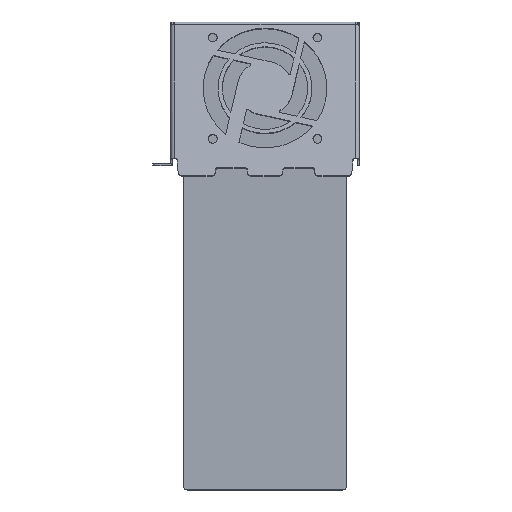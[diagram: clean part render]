
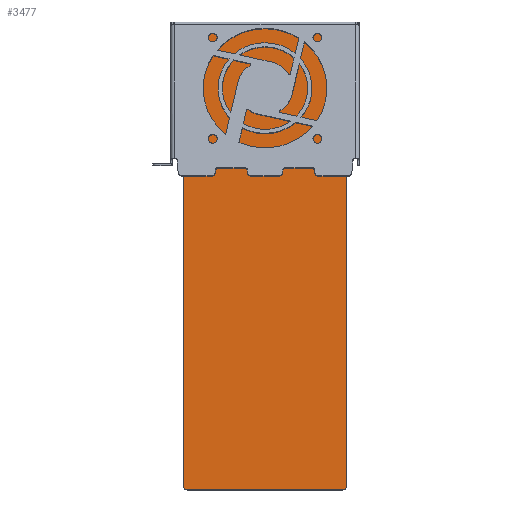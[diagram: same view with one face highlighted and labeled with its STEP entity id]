
A CAD part, top view. The second image highlights one B-rep face of the part: STEP entity #3477.
In plain terms, the highlighted planar face has unit normal (0, 0, 1).
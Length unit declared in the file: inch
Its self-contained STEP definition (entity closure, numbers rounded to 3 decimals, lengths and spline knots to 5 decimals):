
#85 = CARTESIAN_POINT ( 'NONE',  ( 1.45669, -4.46912, 0. ) ) ;
#95 = ORIENTED_EDGE ( 'NONE', *, *, #851, .F. ) ;
#129 = VECTOR ( 'NONE', #750, 39.37008 ) ;
#131 = CARTESIAN_POINT ( 'NONE',  ( -1.45669, -4.46912, 0. ) ) ;
#132 = VECTOR ( 'NONE', #2566, 39.37008 ) ;
#224 = VERTEX_POINT ( 'NONE', #85 ) ;
#332 = AXIS2_PLACEMENT_3D ( 'NONE', #4749, #2476, #2152 ) ;
#350 = EDGE_CURVE ( 'NONE', #2713, #787, #3194, .T. ) ;
#461 = CARTESIAN_POINT ( 'NONE',  ( -1.73228, 2.18442, 0. ) ) ;
#487 = EDGE_CURVE ( 'NONE', #1474, #3469, #3473, .T. ) ;
#539 = DIRECTION ( 'NONE',  ( -1., 0., 0. ) ) ;
#572 = VERTEX_POINT ( 'NONE', #4827 ) ;
#709 = CARTESIAN_POINT ( 'NONE',  ( -1.77165, -4.46912, 0. ) ) ;
#719 = EDGE_CURVE ( 'NONE', #1330, #2986, #4716, .T. ) ;
#720 = EDGE_CURVE ( 'NONE', #2986, #1474, #2575, .T. ) ;
#750 = DIRECTION ( 'NONE',  ( -1., 0., 0. ) ) ;
#787 = VERTEX_POINT ( 'NONE', #2794 ) ;
#851 = EDGE_CURVE ( 'NONE', #2117, #572, #1628, .T. ) ;
#880 = AXIS2_PLACEMENT_3D ( 'NONE', #2268, #2254, #4903 ) ;
#901 = CARTESIAN_POINT ( 'NONE',  ( -1.77165, 4.2356, 0. ) ) ;
#1148 = ORIENTED_EDGE ( 'NONE', *, *, #4405, .F. ) ;
#1160 = DIRECTION ( 'NONE',  ( 0., 0., -1. ) ) ;
#1250 = CARTESIAN_POINT ( 'NONE',  ( 1.77165, 2.18442, 0. ) ) ;
#1329 = LINE ( 'NONE', #4069, #132 ) ;
#1330 = VERTEX_POINT ( 'NONE', #131 ) ;
#1378 = CARTESIAN_POINT ( 'NONE',  ( -1.73228, 2.22379, 0. ) ) ;
#1379 = CARTESIAN_POINT ( 'NONE',  ( 1.53543, -4.39038, 0. ) ) ;
#1419 = EDGE_CURVE ( 'NONE', #787, #2645, #1329, .T. ) ;
#1426 = CIRCLE ( 'NONE', #2169, 0.03937 ) ;
#1458 = ORIENTED_EDGE ( 'NONE', *, *, #3311, .F. ) ;
#1474 = VERTEX_POINT ( 'NONE', #3814 ) ;
#1604 = CARTESIAN_POINT ( 'NONE',  ( 0., -0.09707, 0. ) ) ;
#1628 = LINE ( 'NONE', #2909, #2884 ) ;
#1880 = EDGE_CURVE ( 'NONE', #2117, #3584, #3467, .T. ) ;
#1961 = PLANE ( 'NONE',  #2480 ) ;
#2109 = CIRCLE ( 'NONE', #332, 0.07874 ) ;
#2117 = VERTEX_POINT ( 'NONE', #4647 ) ;
#2152 = DIRECTION ( 'NONE',  ( 0., -1., 0. ) ) ;
#2169 = AXIS2_PLACEMENT_3D ( 'NONE', #1378, #2912, #4384 ) ;
#2254 = DIRECTION ( 'NONE',  ( 0., 0., -1. ) ) ;
#2268 = CARTESIAN_POINT ( 'NONE',  ( -1.45669, -4.39038, 0. ) ) ;
#2320 = ORIENTED_EDGE ( 'NONE', *, *, #719, .F. ) ;
#2460 = ORIENTED_EDGE ( 'NONE', *, *, #350, .F. ) ;
#2476 = DIRECTION ( 'NONE',  ( 0., 0., -1. ) ) ;
#2480 = AXIS2_PLACEMENT_3D ( 'NONE', #1604, #4640, #4610 ) ;
#2566 = DIRECTION ( 'NONE',  ( 0., -1., 0. ) ) ;
#2575 = LINE ( 'NONE', #2629, #4232 ) ;
#2629 = CARTESIAN_POINT ( 'NONE',  ( -1.53543, -4.46912, 0. ) ) ;
#2645 = VERTEX_POINT ( 'NONE', #1379 ) ;
#2654 = ORIENTED_EDGE ( 'NONE', *, *, #1419, .F. ) ;
#2668 = ORIENTED_EDGE ( 'NONE', *, *, #2890, .F. ) ;
#2670 = AXIS2_PLACEMENT_3D ( 'NONE', #4899, #1160, #3758 ) ;
#2713 = VERTEX_POINT ( 'NONE', #3725 ) ;
#2794 = CARTESIAN_POINT ( 'NONE',  ( 1.53543, 2.18442, 0. ) ) ;
#2884 = VECTOR ( 'NONE', #4821, 39.37008 ) ;
#2890 = EDGE_CURVE ( 'NONE', #572, #2713, #4214, .T. ) ;
#2909 = CARTESIAN_POINT ( 'NONE',  ( 1.77165, 4.27497, 0. ) ) ;
#2912 = DIRECTION ( 'NONE',  ( 0., 0., -1. ) ) ;
#2918 = CARTESIAN_POINT ( 'NONE',  ( -1.77165, 2.22379, 0. ) ) ;
#2924 = LINE ( 'NONE', #709, #4086 ) ;
#2961 = DIRECTION ( 'NONE',  ( -1., 0., 0. ) ) ;
#2986 = VERTEX_POINT ( 'NONE', #3217 ) ;
#3034 = ORIENTED_EDGE ( 'NONE', *, *, #487, .F. ) ;
#3194 = LINE ( 'NONE', #1250, #4361 ) ;
#3217 = CARTESIAN_POINT ( 'NONE',  ( -1.53543, -4.39038, 0. ) ) ;
#3246 = EDGE_LOOP ( 'NONE', ( #4736, #1148, #3308, #3034, #3352, #2320, #1458, #3658, #2654, #2460, #2668, #95 ) ) ;
#3308 = ORIENTED_EDGE ( 'NONE', *, *, #3736, .F. ) ;
#3311 = EDGE_CURVE ( 'NONE', #224, #1330, #2924, .T. ) ;
#3352 = ORIENTED_EDGE ( 'NONE', *, *, #720, .F. ) ;
#3417 = VECTOR ( 'NONE', #4485, 39.37008 ) ;
#3447 = LINE ( 'NONE', #4839, #3417 ) ;
#3467 = LINE ( 'NONE', #4106, #129 ) ;
#3469 = VERTEX_POINT ( 'NONE', #461 ) ;
#3473 = LINE ( 'NONE', #4469, #3942 ) ;
#3477 = ADVANCED_FACE ( 'NONE', ( #4439 ), #1961, .T. ) ;
#3584 = VERTEX_POINT ( 'NONE', #901 ) ;
#3658 = ORIENTED_EDGE ( 'NONE', *, *, #4717, .F. ) ;
#3725 = CARTESIAN_POINT ( 'NONE',  ( 1.73228, 2.18442, 0. ) ) ;
#3736 = EDGE_CURVE ( 'NONE', #3469, #4004, #1426, .T. ) ;
#3748 = DIRECTION ( 'NONE',  ( -1., 0., 0. ) ) ;
#3758 = DIRECTION ( 'NONE',  ( 0., -1., 0. ) ) ;
#3814 = CARTESIAN_POINT ( 'NONE',  ( -1.53543, 2.18442, 0. ) ) ;
#3942 = VECTOR ( 'NONE', #2961, 39.37008 ) ;
#4004 = VERTEX_POINT ( 'NONE', #2918 ) ;
#4069 = CARTESIAN_POINT ( 'NONE',  ( 1.53543, -4.46912, 0. ) ) ;
#4086 = VECTOR ( 'NONE', #3748, 39.37008 ) ;
#4106 = CARTESIAN_POINT ( 'NONE',  ( 0., 4.2356, 0. ) ) ;
#4214 = CIRCLE ( 'NONE', #2670, 0.03937 ) ;
#4232 = VECTOR ( 'NONE', #4519, 39.37008 ) ;
#4361 = VECTOR ( 'NONE', #539, 39.37008 ) ;
#4384 = DIRECTION ( 'NONE',  ( 0., -1., 0. ) ) ;
#4405 = EDGE_CURVE ( 'NONE', #4004, #3584, #3447, .T. ) ;
#4439 = FACE_OUTER_BOUND ( 'NONE', #3246, .T. ) ;
#4469 = CARTESIAN_POINT ( 'NONE',  ( -1.77165, 2.18442, 0. ) ) ;
#4485 = DIRECTION ( 'NONE',  ( 0., 1., 0. ) ) ;
#4519 = DIRECTION ( 'NONE',  ( 0., 1., 0. ) ) ;
#4610 = DIRECTION ( 'NONE',  ( 0., 1., 0. ) ) ;
#4640 = DIRECTION ( 'NONE',  ( 0., 0., 1. ) ) ;
#4647 = CARTESIAN_POINT ( 'NONE',  ( 1.77165, 4.2356, 0. ) ) ;
#4716 = CIRCLE ( 'NONE', #880, 0.07874 ) ;
#4717 = EDGE_CURVE ( 'NONE', #2645, #224, #2109, .T. ) ;
#4736 = ORIENTED_EDGE ( 'NONE', *, *, #1880, .T. ) ;
#4749 = CARTESIAN_POINT ( 'NONE',  ( 1.45669, -4.39038, 0. ) ) ;
#4821 = DIRECTION ( 'NONE',  ( 0., -1., 0. ) ) ;
#4827 = CARTESIAN_POINT ( 'NONE',  ( 1.77165, 2.22379, 0. ) ) ;
#4839 = CARTESIAN_POINT ( 'NONE',  ( -1.77165, 4.27497, 0. ) ) ;
#4899 = CARTESIAN_POINT ( 'NONE',  ( 1.73228, 2.22379, 0. ) ) ;
#4903 = DIRECTION ( 'NONE',  ( 0., -1., 0. ) ) ;
